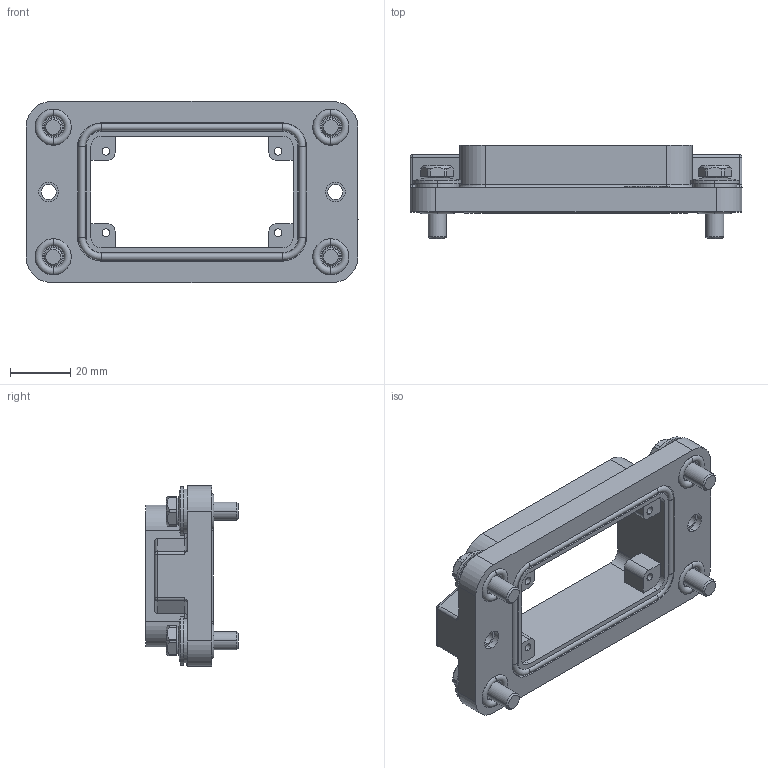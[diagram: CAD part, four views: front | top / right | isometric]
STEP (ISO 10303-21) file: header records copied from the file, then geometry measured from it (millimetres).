
FILE_DESCRIPTION((''),'2;1');
FILE_NAME('3D_1150103201001_HP10B-BK-2H_V1','2024-01-26T',('13001'),(''),'PRO/ENGINEER BY PARAMETRIC TECHNOLOGY CORPORATION, 2012480','PRO/ENGINEER BY PARAMETRIC TECHNOLOGY CORPORATION, 2012480','');
FILE_SCHEMA(('CONFIG_CONTROL_DESIGN'));
Length unit declared in the file: millimetre
Products named in the file (1): 3D_1150103201001_HP10B-BK-2H_V1
Bounding box: 110 x 30.8 x 60 mm (x, y, z)
Volume: 60240.8 mm3; surface area: 26304.1 mm2
Topology: 1 solids, 9 shells, 504 faces, 1250 edges, 803 vertices
Faces by surface type: plane 205, cylinder 153, cone 78, torus 44, extrusion 20, sphere 4
Entity records: 15415 total; most frequent: CARTESIAN_POINT 3037, DIRECTION 2661, ORIENTED_EDGE 2500, EDGE_CURVE 1250, AXIS2_PLACEMENT_3D 983, VERTEX_POINT 803, VECTOR 695, LINE 675
